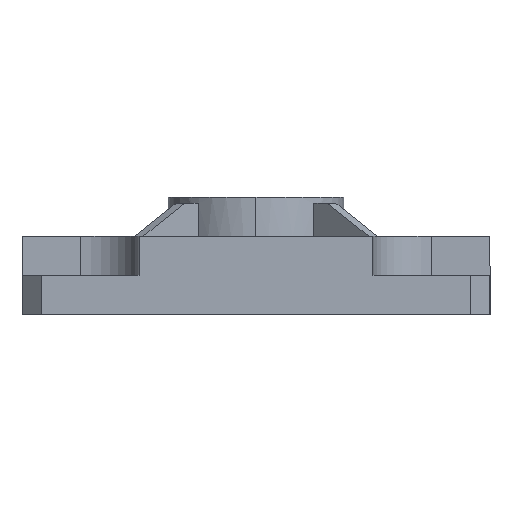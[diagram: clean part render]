
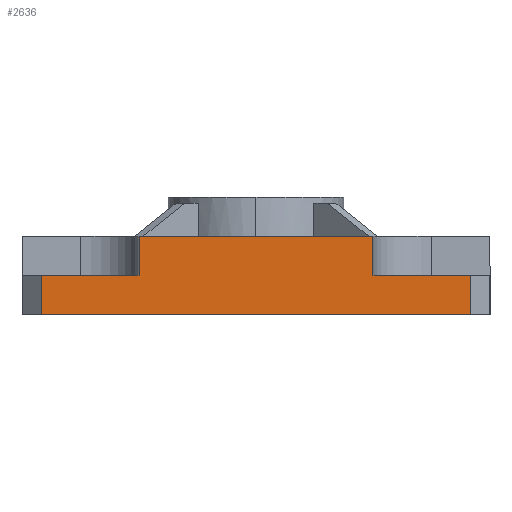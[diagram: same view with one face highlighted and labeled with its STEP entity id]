
A CAD part, left-side view. The second image highlights one B-rep face of the part: STEP entity #2636.
In plain terms, the highlighted planar face has unit normal (-1, 0, 0).
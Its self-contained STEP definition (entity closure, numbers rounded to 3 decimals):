
#266 = EDGE_CURVE ( 'NONE', #1832, #2452, #3892, .T. ) ;
#413 = DIRECTION ( 'NONE',  ( 0., 1., 0. ) ) ;
#448 = DIRECTION ( 'NONE',  ( 0., 0., -1. ) ) ;
#480 = VECTOR ( 'NONE', #3013, 1000. ) ;
#494 = EDGE_CURVE ( 'NONE', #3404, #1832, #1824, .T. ) ;
#507 = DIRECTION ( 'NONE',  ( 1., 0., 0. ) ) ;
#699 = CARTESIAN_POINT ( 'NONE',  ( -60., -60., 20. ) ) ;
#917 = CARTESIAN_POINT ( 'NONE',  ( -60., 30., 20. ) ) ;
#929 = VECTOR ( 'NONE', #5294, 1000. ) ;
#1035 = DIRECTION ( 'NONE',  ( 0., -1., 0. ) ) ;
#1047 = DIRECTION ( 'NONE',  ( 0., -1., 0. ) ) ;
#1130 = LINE ( 'NONE', #699, #2629 ) ;
#1164 = ORIENTED_EDGE ( 'NONE', *, *, #4143, .T. ) ;
#1198 = EDGE_LOOP ( 'NONE', ( #2157, #4844, #5159, #1164, #2857, #3398, #1406, #5172 ) ) ;
#1406 = ORIENTED_EDGE ( 'NONE', *, *, #4760, .T. ) ;
#1516 = VECTOR ( 'NONE', #1047, 1000. ) ;
#1520 = CARTESIAN_POINT ( 'NONE',  ( -60., 55., 0. ) ) ;
#1615 = LINE ( 'NONE', #3193, #4263 ) ;
#1809 = VECTOR ( 'NONE', #413, 1000. ) ;
#1813 = LINE ( 'NONE', #2634, #480 ) ;
#1824 = LINE ( 'NONE', #5042, #3214 ) ;
#1832 = VERTEX_POINT ( 'NONE', #3191 ) ;
#1976 = DIRECTION ( 'NONE',  ( 0., -1., 0. ) ) ;
#2032 = CARTESIAN_POINT ( 'NONE',  ( -60., -30., 20. ) ) ;
#2089 = LINE ( 'NONE', #2966, #1809 ) ;
#2090 = EDGE_CURVE ( 'NONE', #4747, #2452, #3096, .T. ) ;
#2157 = ORIENTED_EDGE ( 'NONE', *, *, #494, .T. ) ;
#2181 = EDGE_CURVE ( 'NONE', #3713, #5244, #1130, .T. ) ;
#2452 = VERTEX_POINT ( 'NONE', #3446 ) ;
#2629 = VECTOR ( 'NONE', #1976, 1000. ) ;
#2634 = CARTESIAN_POINT ( 'NONE',  ( -60., 30., -42.426 ) ) ;
#2636 = ADVANCED_FACE ( 'NONE', ( #5300 ), #3259, .F. ) ;
#2704 = LINE ( 'NONE', #3630, #929 ) ;
#2857 = ORIENTED_EDGE ( 'NONE', *, *, #2181, .F. ) ;
#2935 = EDGE_CURVE ( 'NONE', #4098, #3404, #1615, .T. ) ;
#2966 = CARTESIAN_POINT ( 'NONE',  ( -60., 60., 10. ) ) ;
#3013 = DIRECTION ( 'NONE',  ( 0., 0., 1. ) ) ;
#3096 = LINE ( 'NONE', #4730, #1516 ) ;
#3191 = CARTESIAN_POINT ( 'NONE',  ( -60., -55., 0. ) ) ;
#3193 = CARTESIAN_POINT ( 'NONE',  ( -60., 55., 20. ) ) ;
#3214 = VECTOR ( 'NONE', #1035, 1000. ) ;
#3259 = PLANE ( 'NONE',  #4443 ) ;
#3398 = ORIENTED_EDGE ( 'NONE', *, *, #5298, .F. ) ;
#3404 = VERTEX_POINT ( 'NONE', #1520 ) ;
#3446 = CARTESIAN_POINT ( 'NONE',  ( -60., -55., 10. ) ) ;
#3630 = CARTESIAN_POINT ( 'NONE',  ( -60., -30., -42.426 ) ) ;
#3713 = VERTEX_POINT ( 'NONE', #917 ) ;
#3889 = CARTESIAN_POINT ( 'NONE',  ( -60., 55., 10. ) ) ;
#3892 = LINE ( 'NONE', #4382, #4083 ) ;
#4083 = VECTOR ( 'NONE', #5135, 1000. ) ;
#4098 = VERTEX_POINT ( 'NONE', #3889 ) ;
#4129 = CARTESIAN_POINT ( 'NONE',  ( -60., -60., 20. ) ) ;
#4143 = EDGE_CURVE ( 'NONE', #4747, #5244, #2704, .T. ) ;
#4263 = VECTOR ( 'NONE', #4424, 1000. ) ;
#4382 = CARTESIAN_POINT ( 'NONE',  ( -60., -55., 20. ) ) ;
#4424 = DIRECTION ( 'NONE',  ( 0., 0., -1. ) ) ;
#4443 = AXIS2_PLACEMENT_3D ( 'NONE', #4129, #507, #448 ) ;
#4545 = CARTESIAN_POINT ( 'NONE',  ( -60., 30., 10. ) ) ;
#4730 = CARTESIAN_POINT ( 'NONE',  ( -60., -60., 10. ) ) ;
#4747 = VERTEX_POINT ( 'NONE', #4923 ) ;
#4760 = EDGE_CURVE ( 'NONE', #5183, #4098, #2089, .T. ) ;
#4844 = ORIENTED_EDGE ( 'NONE', *, *, #266, .T. ) ;
#4923 = CARTESIAN_POINT ( 'NONE',  ( -60., -30., 10. ) ) ;
#5042 = CARTESIAN_POINT ( 'NONE',  ( -60., -60., 0. ) ) ;
#5135 = DIRECTION ( 'NONE',  ( 0., 0., 1. ) ) ;
#5159 = ORIENTED_EDGE ( 'NONE', *, *, #2090, .F. ) ;
#5172 = ORIENTED_EDGE ( 'NONE', *, *, #2935, .T. ) ;
#5183 = VERTEX_POINT ( 'NONE', #4545 ) ;
#5244 = VERTEX_POINT ( 'NONE', #2032 ) ;
#5294 = DIRECTION ( 'NONE',  ( 0., 0., 1. ) ) ;
#5298 = EDGE_CURVE ( 'NONE', #5183, #3713, #1813, .T. ) ;
#5300 = FACE_OUTER_BOUND ( 'NONE', #1198, .T. ) ;
